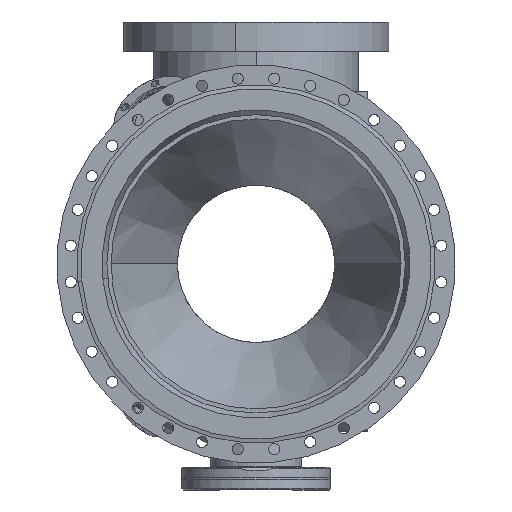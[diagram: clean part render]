
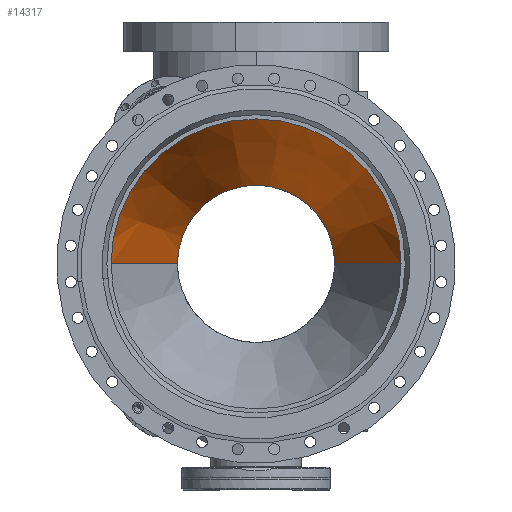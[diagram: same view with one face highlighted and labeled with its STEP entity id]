
A CAD part, left-side view. The second image highlights one B-rep face of the part: STEP entity #14317.
In plain terms, the highlighted conical face has half-angle 20 degrees and reference radius 85.331 mm.
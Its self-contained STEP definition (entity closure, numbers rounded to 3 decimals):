
#14198=CARTESIAN_POINT('',(0.,0.,100.));
#14199=DIRECTION('',(0.,0.,1.));
#14200=DIRECTION('',(0.,-1.,0.));
#14201=AXIS2_PLACEMENT_3D('',#14198,#14199,#14200);
#14203=DIRECTION('',(0.,-0.342,-0.94));
#14204=VECTOR('',#14203,147.921);
#14205=CARTESIAN_POINT('',(0.,110.627,239.));
#14206=LINE('',#14205,#14204);
#14207=CARTESIAN_POINT('',(0.,0.,239.));
#14208=DIRECTION('',(0.,0.,-1.));
#14209=DIRECTION('',(0.,1.,0.));
#14210=AXIS2_PLACEMENT_3D('',#14207,#14208,#14209);
#14212=DIRECTION('',(0.,0.342,-0.94));
#14213=VECTOR('',#14212,147.921);
#14214=CARTESIAN_POINT('',(0.,-110.627,239.));
#14215=LINE('',#14214,#14213);
#14226=CARTESIAN_POINT('',(0.,110.627,239.));
#14227=CARTESIAN_POINT('',(0.,-110.627,239.));
#14228=VERTEX_POINT('',#14226);
#14229=VERTEX_POINT('',#14227);
#14238=CARTESIAN_POINT('',(0.,60.035,100.));
#14239=CARTESIAN_POINT('',(0.,-60.035,100.));
#14240=VERTEX_POINT('',#14238);
#14241=VERTEX_POINT('',#14239);
#14304=CARTESIAN_POINT('',(0.,0.,169.5));
#14305=DIRECTION('',(0.,0.,1.));
#14306=DIRECTION('',(0.,1.,0.));
#14307=AXIS2_PLACEMENT_3D('',#14304,#14305,#14306);
#14308=CONICAL_SURFACE('',#14307,85.331,20.);
#14309=ORIENTED_EDGE('',*,*,#14270,.T.);
#14311=ORIENTED_EDGE('',*,*,#14310,.F.);
#14312=ORIENTED_EDGE('',*,*,#14297,.T.);
#14314=ORIENTED_EDGE('',*,*,#14313,.T.);
#14315=EDGE_LOOP('',(#14309,#14311,#14312,#14314));
#14316=FACE_OUTER_BOUND('',#14315,.F.);
#14317=ADVANCED_FACE('',(#14316),#14308,.F.);
#14202=CIRCLE('',#14201,60.035);
#14211=CIRCLE('',#14210,110.627);
#14270=EDGE_CURVE('',#14241,#14240,#14202,.T.);
#14297=EDGE_CURVE('',#14228,#14229,#14211,.T.);
#14310=EDGE_CURVE('',#14228,#14240,#14206,.T.);
#14313=EDGE_CURVE('',#14229,#14241,#14215,.T.);
